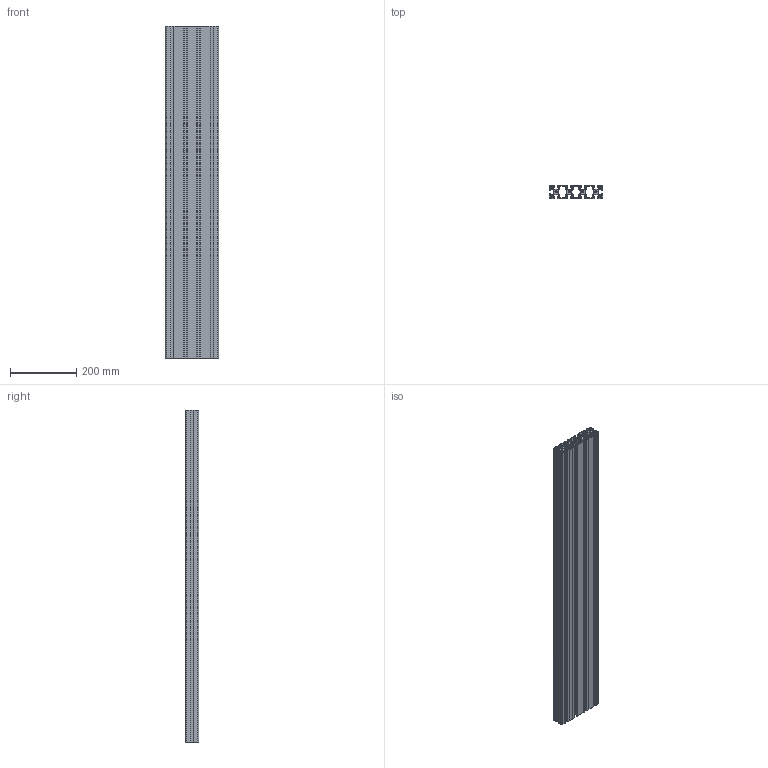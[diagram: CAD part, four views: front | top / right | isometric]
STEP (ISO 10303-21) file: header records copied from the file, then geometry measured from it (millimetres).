
FILE_DESCRIPTION((''),'2;1');
FILE_NAME('P40x160L_N8_I.stp','2012-12-07T19:09:07',('Schwarz'),(''),'Autodesk Inventor 2009','Autodesk Inventor 2009','');
FILE_SCHEMA(('AUTOMOTIVE_DESIGN { 1 0 10303 214 1 1 1 1 }'));
Length unit declared in the file: millimetre
Products named in the file (1): P40x160L_N8_I
Bounding box: 160 x 40 x 1000 mm (x, y, z)
Volume: 2101280.7 mm3; surface area: 1373816.6 mm2
Topology: 1 solids, 1 shells, 378 faces, 1128 edges, 752 vertices
Faces by surface type: cylinder 200, plane 178
Full cylindrical faces by diameter (mm): 6.7 x4
Entity records: 12882 total; most frequent: DIRECTION 2282, CARTESIAN_POINT 2255, ORIENTED_EDGE 2248, EDGE_CURVE 1124, AXIS2_PLACEMENT_3D 779, VERTEX_POINT 752, VECTOR 724, LINE 724
